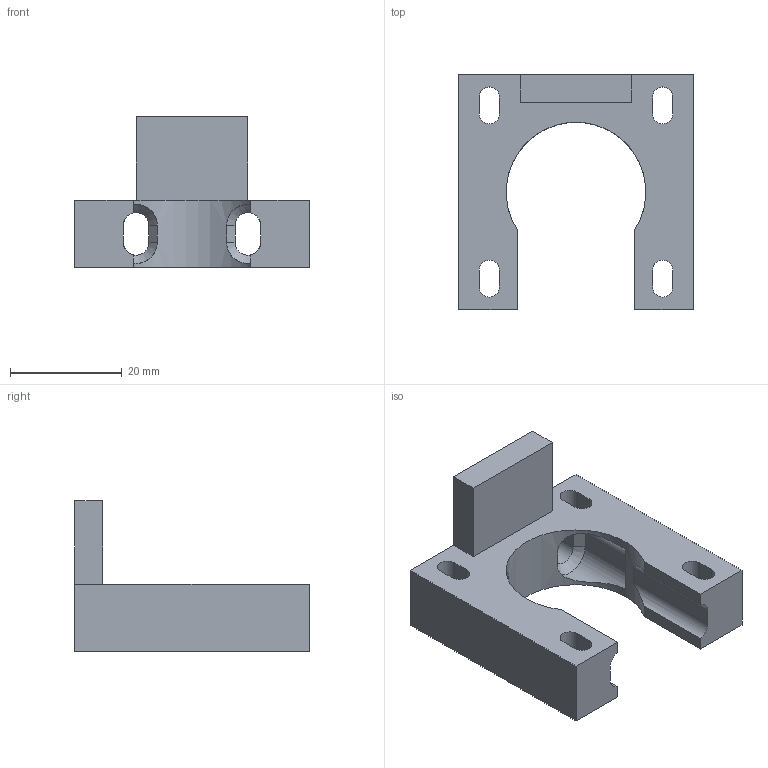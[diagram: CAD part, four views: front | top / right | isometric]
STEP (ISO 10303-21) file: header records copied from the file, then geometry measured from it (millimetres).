
FILE_DESCRIPTION(/* description */ (''),/* implementation_level */ '2;1');
FILE_NAME(/* name */ 'Motor bracket.stp',/* time_stamp */ '2021-01-21T06:59:03+01:00',/* author */ ('r1kkie'),/* organization */ (''),/* preprocessor_version */ 'ST-DEVELOPER v18.1',/* originating_system */ 'Autodesk Inventor 2021',/* authorisation */ '');
FILE_SCHEMA (('AUTOMOTIVE_DESIGN { 1 0 10303 214 3 1 1 }'));
Length unit declared in the file: millimetre
Products named in the file (1): Motor bracket
Bounding box: 42 x 42 x 27 mm (x, y, z)
Volume: 11532.5 mm3; surface area: 6782.2 mm2
Topology: 1 solids, 1 shells, 64 faces, 170 edges, 108 vertices
Faces by surface type: plane 39, cylinder 21, cone 4
Entity records: 2133 total; most frequent: CARTESIAN_POINT 463, ORIENTED_EDGE 340, DIRECTION 330, EDGE_CURVE 170, LINE 124, VECTOR 124, VERTEX_POINT 108, AXIS2_PLACEMENT_3D 103
